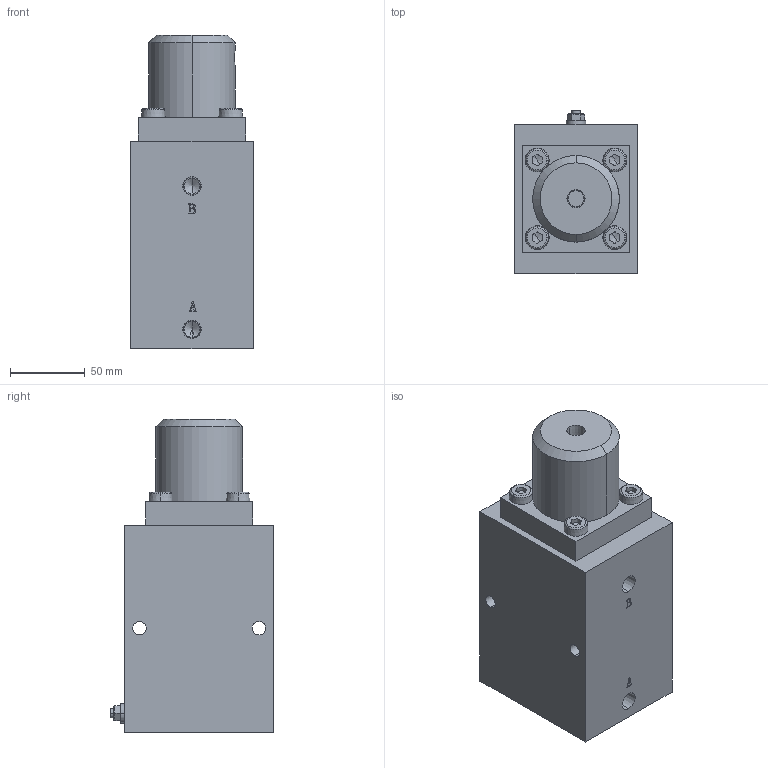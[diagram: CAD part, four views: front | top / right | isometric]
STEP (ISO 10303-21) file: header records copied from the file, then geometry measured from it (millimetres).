
FILE_DESCRIPTION (( 'STEP AP203' ), '1' );
FILE_NAME ('HB-3.8X45.STEP', '2019-10-12T06:07:04', ( '微软用户' ), ( '微软中国' ), 'SwSTEP 2.0', 'SolidWorks 2012', '' );
FILE_SCHEMA (( 'CONFIG_CONTROL_DESIGN' ));
Length unit declared in the file: millimetre
Products named in the file (5): 掛极; ヶ裔; 覃誹概; hex lobular socket head cap screws-4.8 gb_GB_HEXAGON_TYPE21 M10X20-20-C; HB-3.8X45
Assembly tree (7 placements, depth 2):
  HB-3.8X45
    掛极
    ヶ裔
    覃誹概
    hex lobular socket head cap screws-4.8 gb_GB_HEXAGON_TYPE21 M10X20-20-C  x4
Bounding box: 82 x 109.7 x 210 mm (x, y, z)
Volume: 1344694.5 mm3; surface area: 114196.8 mm2
Topology: 7 solids, 7 shells, 233 faces, 542 edges, 334 vertices
Faces by surface type: plane 91, cylinder 62, cone 40, bspline 32, torus 8
Entity records: 7044 total; most frequent: CARTESIAN_POINT 2040, DIRECTION 902, ORIENTED_EDGE 884, EDGE_CURVE 442, AXIS2_PLACEMENT_3D 322, VERTEX_POINT 289, VECTOR 258, LINE 258
